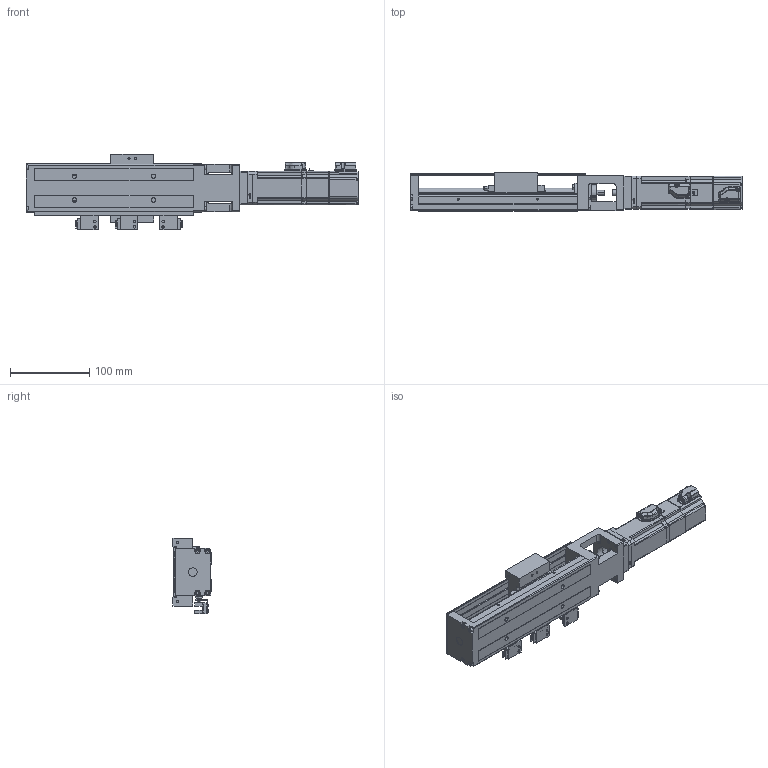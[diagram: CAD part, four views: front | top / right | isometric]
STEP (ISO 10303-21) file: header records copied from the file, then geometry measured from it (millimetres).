
FILE_DESCRIPTION((''),'2;1');
FILE_NAME('KK60-200A1-F2CS2M100-B_ASM','2015-06-13T',('Administrator'),(''),'PRO/ENGINEER BY PARAMETRIC TECHNOLOGY CORPORATION, 2010180','PRO/ENGINEER BY PARAMETRIC TECHNOLOGY CORPORATION, 2010180','');
FILE_SCHEMA(('CONFIG_CONTROL_DESIGN'));
Products named in the file (12): KK60-RAIL_72; KK60-BLOCK_37; KK60-200A1-F0C_ASM_12_ASM; KK60-200A1-F0C_ASM; 200; EE-SX674-1_1; EE-SX674-2_2; EE-SX674-3_1; S2200_ASM; KK60-F2; 100W-B; KK60-200A1-F2CS2M100-B_ASM
Assembly tree (11 placements, depth 4):
  KK60-200A1-F2CS2M100-B_ASM
    KK60-200A1-F0C_ASM
      KK60-200A1-F0C_ASM_12_ASM
        KK60-RAIL_72
        KK60-BLOCK_37
    S2200_ASM
      200
      EE-SX674-1_1
      EE-SX674-2_2
      EE-SX674-3_1
    KK60-F2
    100W-B
Bounding box: 419 x 48 x 95.85 mm (x, y, z)
Volume: 445564.7 mm3; surface area: 192102 mm2
Topology: 7 solids, 47 shells, 1981 faces, 5417 edges, 3603 vertices
Faces by surface type: plane 1120, cylinder 604, torus 106, cone 89, bspline 39, sphere 23
Entity records: 66503 total; most frequent: CARTESIAN_POINT 16206, ORIENTED_EDGE 10236, DIRECTION 10211, EDGE_CURVE 5394, VERTEX_POINT 3601, AXIS2_PLACEMENT_3D 3460, VECTOR 3291, LINE 3291
